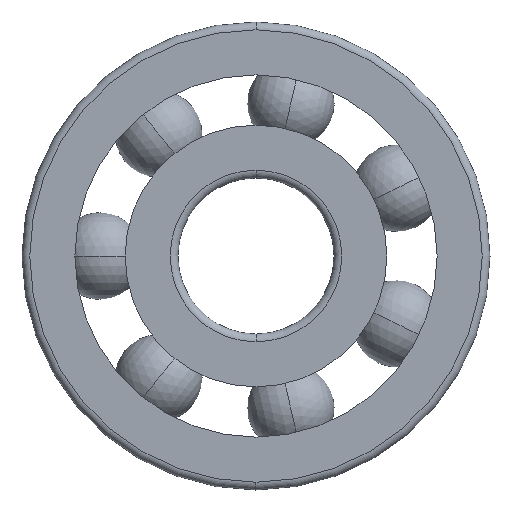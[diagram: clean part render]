
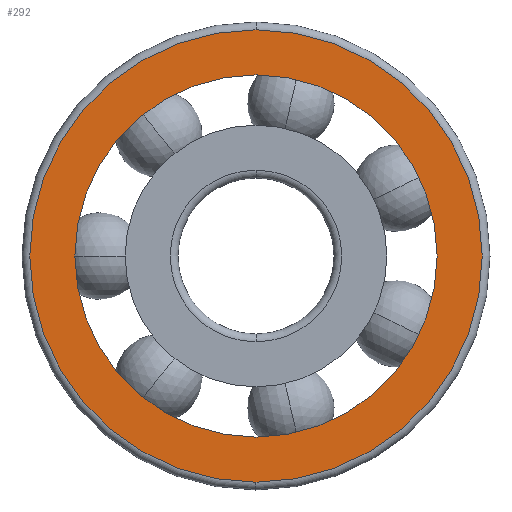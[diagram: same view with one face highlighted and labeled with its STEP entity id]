
A CAD part, left-side view. The second image highlights one B-rep face of the part: STEP entity #292.
In plain terms, the highlighted planar face has unit normal (-1, 0, 0).
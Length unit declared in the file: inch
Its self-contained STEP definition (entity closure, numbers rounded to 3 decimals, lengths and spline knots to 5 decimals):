
#73 = DIRECTION ( 'NONE',  ( 0., 0., 1. ) ) ;
#74 = DIRECTION ( 'NONE',  ( 0., 0., -1. ) ) ;
#112 = CARTESIAN_POINT ( 'NONE',  ( 0., 0., -1.37106 ) ) ;
#194 = CIRCLE ( 'NONE', #1181, 1.37106 ) ;
#200 = DIRECTION ( 'NONE',  ( 1., 0., 0. ) ) ;
#218 = CARTESIAN_POINT ( 'NONE',  ( 0., 0., 0. ) ) ;
#230 = EDGE_CURVE ( 'NONE', #518, #1198, #980, .T. ) ;
#248 = AXIS2_PLACEMENT_3D ( 'NONE', #981, #200, #74 ) ;
#289 = AXIS2_PLACEMENT_3D ( 'NONE', #1373, #703, #785 ) ;
#292 = ADVANCED_FACE ( 'NONE', ( #316, #1355 ), #312, .F. ) ;
#312 = PLANE ( 'NONE',  #248 ) ;
#316 = FACE_BOUND ( 'NONE', #1219, .T. ) ;
#336 = DIRECTION ( 'NONE',  ( 0., 0., 1. ) ) ;
#377 = CARTESIAN_POINT ( 'NONE',  ( 0., 0., -1.7126 ) ) ;
#430 = DIRECTION ( 'NONE',  ( 0., 0., 1. ) ) ;
#518 = VERTEX_POINT ( 'NONE', #377 ) ;
#544 = CARTESIAN_POINT ( 'NONE',  ( 0., 0., 0. ) ) ;
#615 = VERTEX_POINT ( 'NONE', #911 ) ;
#678 = CIRCLE ( 'NONE', #1423, 1.7126 ) ;
#703 = DIRECTION ( 'NONE',  ( -1., 0., 0. ) ) ;
#705 = AXIS2_PLACEMENT_3D ( 'NONE', #544, #1227, #430 ) ;
#717 = EDGE_LOOP ( 'NONE', ( #1183, #1257 ) ) ;
#751 = DIRECTION ( 'NONE',  ( -1., 0., 0. ) ) ;
#776 = CARTESIAN_POINT ( 'NONE',  ( 0., 0., 1.7126 ) ) ;
#785 = DIRECTION ( 'NONE',  ( 0., 0., 1. ) ) ;
#830 = EDGE_CURVE ( 'NONE', #1367, #615, #1223, .T. ) ;
#911 = CARTESIAN_POINT ( 'NONE',  ( 0., 0., 1.37106 ) ) ;
#980 = CIRCLE ( 'NONE', #705, 1.7126 ) ;
#981 = CARTESIAN_POINT ( 'NONE',  ( 0., 1.7126, 0. ) ) ;
#1011 = DIRECTION ( 'NONE',  ( -1., 0., 0. ) ) ;
#1068 = EDGE_CURVE ( 'NONE', #1198, #518, #678, .T. ) ;
#1181 = AXIS2_PLACEMENT_3D ( 'NONE', #218, #1011, #336 ) ;
#1183 = ORIENTED_EDGE ( 'NONE', *, *, #1068, .T. ) ;
#1198 = VERTEX_POINT ( 'NONE', #776 ) ;
#1219 = EDGE_LOOP ( 'NONE', ( #1314, #1455 ) ) ;
#1223 = CIRCLE ( 'NONE', #289, 1.37106 ) ;
#1227 = DIRECTION ( 'NONE',  ( -1., 0., 0. ) ) ;
#1253 = EDGE_CURVE ( 'NONE', #615, #1367, #194, .T. ) ;
#1257 = ORIENTED_EDGE ( 'NONE', *, *, #230, .T. ) ;
#1314 = ORIENTED_EDGE ( 'NONE', *, *, #1253, .F. ) ;
#1355 = FACE_OUTER_BOUND ( 'NONE', #717, .T. ) ;
#1367 = VERTEX_POINT ( 'NONE', #112 ) ;
#1373 = CARTESIAN_POINT ( 'NONE',  ( 0., 0., 0. ) ) ;
#1423 = AXIS2_PLACEMENT_3D ( 'NONE', #1434, #751, #73 ) ;
#1434 = CARTESIAN_POINT ( 'NONE',  ( 0., 0., 0. ) ) ;
#1455 = ORIENTED_EDGE ( 'NONE', *, *, #830, .F. ) ;
